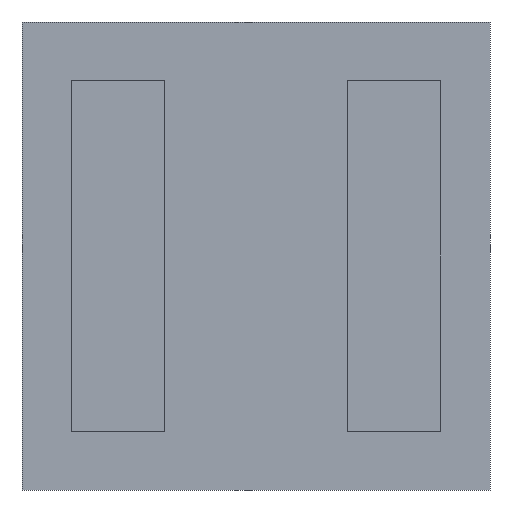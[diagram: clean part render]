
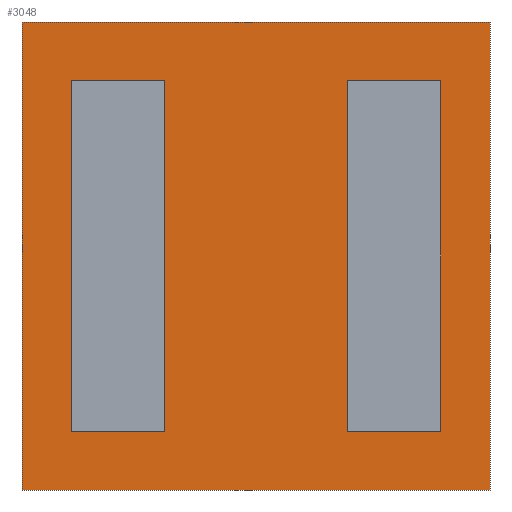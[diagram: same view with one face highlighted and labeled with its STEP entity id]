
A CAD part, front view. The second image highlights one B-rep face of the part: STEP entity #3048.
In plain terms, the highlighted planar face has unit normal (0, -1, 0).
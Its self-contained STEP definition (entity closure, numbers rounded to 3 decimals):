
#66 = LINE ( 'NONE', #1555, #3357 ) ;
#102 = FACE_OUTER_BOUND ( 'NONE', #619, .T. ) ;
#153 = CARTESIAN_POINT ( 'NONE',  ( 4., 0., 3. ) ) ;
#254 = EDGE_CURVE ( 'NONE', #897, #1243, #1063, .T. ) ;
#268 = DIRECTION ( 'NONE',  ( -1., 0., 0. ) ) ;
#282 = VECTOR ( 'NONE', #1174, 1000. ) ;
#284 = CARTESIAN_POINT ( 'NONE',  ( -4., 0., 4. ) ) ;
#289 = CARTESIAN_POINT ( 'NONE',  ( 3.16, 0., -3. ) ) ;
#299 = CARTESIAN_POINT ( 'NONE',  ( -4., 0., 4. ) ) ;
#303 = EDGE_LOOP ( 'NONE', ( #1322, #1305, #1457, #2612 ) ) ;
#359 = LINE ( 'NONE', #2448, #828 ) ;
#361 = CARTESIAN_POINT ( 'NONE',  ( 3.16, 0., 4. ) ) ;
#395 = VERTEX_POINT ( 'NONE', #1198 ) ;
#401 = ORIENTED_EDGE ( 'NONE', *, *, #2839, .T. ) ;
#525 = ORIENTED_EDGE ( 'NONE', *, *, #3031, .T. ) ;
#545 = VECTOR ( 'NONE', #2849, 1000. ) ;
#594 = CARTESIAN_POINT ( 'NONE',  ( 3.16, 0., 3. ) ) ;
#619 = EDGE_LOOP ( 'NONE', ( #1041, #401, #525, #2035 ) ) ;
#620 = DIRECTION ( 'NONE',  ( 0., 0., 1. ) ) ;
#646 = EDGE_CURVE ( 'NONE', #799, #1844, #1573, .T. ) ;
#773 = DIRECTION ( 'NONE',  ( -1., 0., 0. ) ) ;
#799 = VERTEX_POINT ( 'NONE', #1732 ) ;
#800 = DIRECTION ( 'NONE',  ( 0., 0., -1. ) ) ;
#825 = CARTESIAN_POINT ( 'NONE',  ( -3.16, 0., 3. ) ) ;
#828 = VECTOR ( 'NONE', #907, 1000. ) ;
#831 = VECTOR ( 'NONE', #2661, 1000. ) ;
#897 = VERTEX_POINT ( 'NONE', #825 ) ;
#907 = DIRECTION ( 'NONE',  ( 1., 0., 0. ) ) ;
#929 = LINE ( 'NONE', #2478, #282 ) ;
#1041 = ORIENTED_EDGE ( 'NONE', *, *, #2792, .T. ) ;
#1063 = LINE ( 'NONE', #1786, #545 ) ;
#1086 = CARTESIAN_POINT ( 'NONE',  ( -4., 0., -4. ) ) ;
#1090 = CARTESIAN_POINT ( 'NONE',  ( -1.56, 0., 4. ) ) ;
#1131 = ORIENTED_EDGE ( 'NONE', *, *, #2307, .F. ) ;
#1174 = DIRECTION ( 'NONE',  ( 0., 0., 1. ) ) ;
#1177 = DIRECTION ( 'NONE',  ( 1., 0., 0. ) ) ;
#1192 = LINE ( 'NONE', #3018, #1823 ) ;
#1198 = CARTESIAN_POINT ( 'NONE',  ( 1.56, 0., -3. ) ) ;
#1243 = VERTEX_POINT ( 'NONE', #2149 ) ;
#1276 = VERTEX_POINT ( 'NONE', #2956 ) ;
#1282 = LINE ( 'NONE', #3163, #2749 ) ;
#1305 = ORIENTED_EDGE ( 'NONE', *, *, #2105, .F. ) ;
#1310 = ORIENTED_EDGE ( 'NONE', *, *, #2493, .F. ) ;
#1322 = ORIENTED_EDGE ( 'NONE', *, *, #646, .F. ) ;
#1327 = AXIS2_PLACEMENT_3D ( 'NONE', #1927, #1947, #620 ) ;
#1350 = DIRECTION ( 'NONE',  ( 0., 0., 1. ) ) ;
#1383 = VERTEX_POINT ( 'NONE', #2844 ) ;
#1387 = PLANE ( 'NONE',  #1327 ) ;
#1402 = CARTESIAN_POINT ( 'NONE',  ( -4., 0., -4. ) ) ;
#1409 = EDGE_CURVE ( 'NONE', #1844, #897, #66, .T. ) ;
#1436 = VECTOR ( 'NONE', #2485, 1000. ) ;
#1457 = ORIENTED_EDGE ( 'NONE', *, *, #254, .F. ) ;
#1488 = VECTOR ( 'NONE', #773, 1000. ) ;
#1492 = CARTESIAN_POINT ( 'NONE',  ( 4., 0., -4. ) ) ;
#1512 = EDGE_CURVE ( 'NONE', #2224, #1276, #929, .T. ) ;
#1555 = CARTESIAN_POINT ( 'NONE',  ( 4., 0., 3. ) ) ;
#1573 = LINE ( 'NONE', #1090, #3348 ) ;
#1629 = FACE_BOUND ( 'NONE', #3381, .T. ) ;
#1664 = EDGE_CURVE ( 'NONE', #395, #2649, #1192, .T. ) ;
#1732 = CARTESIAN_POINT ( 'NONE',  ( -1.56, 0., -3. ) ) ;
#1770 = VERTEX_POINT ( 'NONE', #284 ) ;
#1786 = CARTESIAN_POINT ( 'NONE',  ( -3.16, 0., 4. ) ) ;
#1823 = VECTOR ( 'NONE', #2983, 1000. ) ;
#1837 = CARTESIAN_POINT ( 'NONE',  ( -1.56, 0., 3. ) ) ;
#1844 = VERTEX_POINT ( 'NONE', #1837 ) ;
#1927 = CARTESIAN_POINT ( 'NONE',  ( 4., 0., 4. ) ) ;
#1947 = DIRECTION ( 'NONE',  ( 0., 1., 0. ) ) ;
#2035 = ORIENTED_EDGE ( 'NONE', *, *, #1512, .T. ) ;
#2105 = EDGE_CURVE ( 'NONE', #1243, #799, #359, .T. ) ;
#2149 = CARTESIAN_POINT ( 'NONE',  ( -3.16, 0., -3. ) ) ;
#2169 = LINE ( 'NONE', #361, #1436 ) ;
#2224 = VERTEX_POINT ( 'NONE', #1492 ) ;
#2259 = LINE ( 'NONE', #153, #3249 ) ;
#2307 = EDGE_CURVE ( 'NONE', #1383, #395, #1282, .T. ) ;
#2448 = CARTESIAN_POINT ( 'NONE',  ( 4., 0., -3. ) ) ;
#2478 = CARTESIAN_POINT ( 'NONE',  ( 4., 0., -4. ) ) ;
#2485 = DIRECTION ( 'NONE',  ( 0., 0., 1. ) ) ;
#2493 = EDGE_CURVE ( 'NONE', #2902, #1383, #2259, .T. ) ;
#2586 = LINE ( 'NONE', #1086, #831 ) ;
#2612 = ORIENTED_EDGE ( 'NONE', *, *, #1409, .F. ) ;
#2649 = VERTEX_POINT ( 'NONE', #289 ) ;
#2661 = DIRECTION ( 'NONE',  ( 0., 0., -1. ) ) ;
#2713 = VERTEX_POINT ( 'NONE', #3361 ) ;
#2741 = FACE_BOUND ( 'NONE', #303, .T. ) ;
#2749 = VECTOR ( 'NONE', #800, 1000. ) ;
#2792 = EDGE_CURVE ( 'NONE', #1276, #1770, #2876, .T. ) ;
#2839 = EDGE_CURVE ( 'NONE', #1770, #2713, #2586, .T. ) ;
#2844 = CARTESIAN_POINT ( 'NONE',  ( 1.56, 0., 3. ) ) ;
#2849 = DIRECTION ( 'NONE',  ( 0., 0., -1. ) ) ;
#2876 = LINE ( 'NONE', #299, #1488 ) ;
#2902 = VERTEX_POINT ( 'NONE', #594 ) ;
#2933 = EDGE_CURVE ( 'NONE', #2649, #2902, #2169, .T. ) ;
#2952 = LINE ( 'NONE', #1402, #3364 ) ;
#2956 = CARTESIAN_POINT ( 'NONE',  ( 4., 0., 4. ) ) ;
#2983 = DIRECTION ( 'NONE',  ( 1., 0., 0. ) ) ;
#3018 = CARTESIAN_POINT ( 'NONE',  ( 4., 0., -3. ) ) ;
#3031 = EDGE_CURVE ( 'NONE', #2713, #2224, #2952, .T. ) ;
#3048 = ADVANCED_FACE ( 'NONE', ( #2741, #102, #1629 ), #1387, .F. ) ;
#3163 = CARTESIAN_POINT ( 'NONE',  ( 1.56, 0., 4. ) ) ;
#3249 = VECTOR ( 'NONE', #3320, 1000. ) ;
#3320 = DIRECTION ( 'NONE',  ( -1., 0., 0. ) ) ;
#3348 = VECTOR ( 'NONE', #1350, 1000. ) ;
#3357 = VECTOR ( 'NONE', #268, 1000. ) ;
#3361 = CARTESIAN_POINT ( 'NONE',  ( -4., 0., -4. ) ) ;
#3363 = ORIENTED_EDGE ( 'NONE', *, *, #2933, .F. ) ;
#3364 = VECTOR ( 'NONE', #1177, 1000. ) ;
#3370 = ORIENTED_EDGE ( 'NONE', *, *, #1664, .F. ) ;
#3381 = EDGE_LOOP ( 'NONE', ( #3370, #1131, #1310, #3363 ) ) ;
